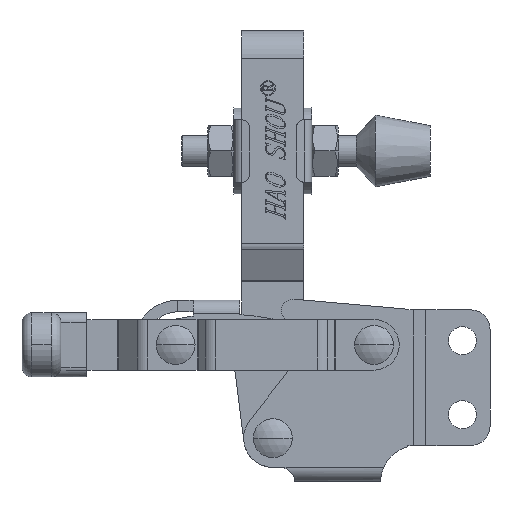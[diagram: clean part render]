
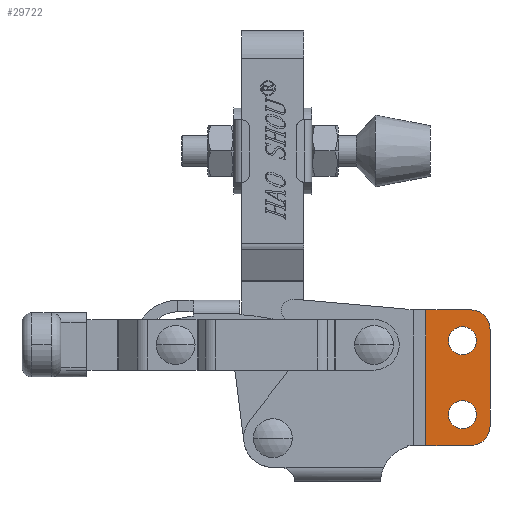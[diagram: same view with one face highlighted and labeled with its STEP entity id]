
A CAD part, left-side view. The second image highlights one B-rep face of the part: STEP entity #29722.
In plain terms, the highlighted planar face has unit normal (-1, 0, 0).
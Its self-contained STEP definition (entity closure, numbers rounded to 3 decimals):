
#116 = AXIS2_PLACEMENT_3D ( 'NONE', #783, #775, #787 ) ;
#775 = DIRECTION ( 'NONE',  ( -1., 0., 0. ) ) ;
#783 = CARTESIAN_POINT ( 'NONE',  ( -6., -14.142, 36.1 ) ) ;
#785 = PLANE ( 'NONE',  #116 ) ;
#787 = DIRECTION ( 'NONE',  ( 0., 1., 0. ) ) ;
#1492 = CARTESIAN_POINT ( 'NONE',  ( -6., -2.642, 6.2 ) ) ;
#1497 = CARTESIAN_POINT ( 'NONE',  ( -6., -14.142, 41.1 ) ) ;
#1498 = CARTESIAN_POINT ( 'NONE',  ( -6., -19.142, 36.1 ) ) ;
#1503 = CARTESIAN_POINT ( 'NONE',  ( -6., -2.642, 41.1 ) ) ;
#1505 = CARTESIAN_POINT ( 'NONE',  ( -6., -19.142, 11.2 ) ) ;
#1506 = CARTESIAN_POINT ( 'NONE',  ( -6., -14.142, 6.2 ) ) ;
#1873 = CARTESIAN_POINT ( 'NONE',  ( -6., -15.642, 14.15 ) ) ;
#3193 = ORIENTED_EDGE ( 'NONE', *, *, #27535, .F. ) ;
#3194 = ORIENTED_EDGE ( 'NONE', *, *, #27062, .F. ) ;
#3195 = ORIENTED_EDGE ( 'NONE', *, *, #27530, .F. ) ;
#3196 = ORIENTED_EDGE ( 'NONE', *, *, #27070, .F. ) ;
#3197 = ORIENTED_EDGE ( 'NONE', *, *, #27537, .T. ) ;
#3198 = ORIENTED_EDGE ( 'NONE', *, *, #27500, .F. ) ;
#3199 = ORIENTED_EDGE ( 'NONE', *, *, #27539, .T. ) ;
#3200 = ORIENTED_EDGE ( 'NONE', *, *, #27521, .T. ) ;
#3201 = ORIENTED_EDGE ( 'NONE', *, *, #27514, .T. ) ;
#3202 = ORIENTED_EDGE ( 'NONE', *, *, #27505, .T. ) ;
#4743 = VERTEX_POINT ( 'NONE', #1873 ) ;
#4953 = VERTEX_POINT ( 'NONE', #19617 ) ;
#4960 = VERTEX_POINT ( 'NONE', #19629 ) ;
#4996 = VERTEX_POINT ( 'NONE', #15626 ) ;
#15331 = AXIS2_PLACEMENT_3D ( 'NONE', #19410, #19411, #19412 ) ;
#15333 = AXIS2_PLACEMENT_3D ( 'NONE', #19420, #19421, #19422 ) ;
#15390 = AXIS2_PLACEMENT_3D ( 'NONE', #21169, #21170, #21171 ) ;
#15392 = AXIS2_PLACEMENT_3D ( 'NONE', #21185, #21186, #21187 ) ;
#15395 = AXIS2_PLACEMENT_3D ( 'NONE', #21194, #21195, #21196 ) ;
#15397 = AXIS2_PLACEMENT_3D ( 'NONE', #21203, #21204, #21205 ) ;
#15626 = CARTESIAN_POINT ( 'NONE',  ( -6., -8.442, 33.15 ) ) ;
#19410 = CARTESIAN_POINT ( 'NONE',  ( -6., -12.042, 33.15 ) ) ;
#19411 = DIRECTION ( 'NONE',  ( -1., 0., 0. ) ) ;
#19412 = DIRECTION ( 'NONE',  ( 0., -1., 0. ) ) ;
#19420 = CARTESIAN_POINT ( 'NONE',  ( -6., -12.042, 14.15 ) ) ;
#19421 = DIRECTION ( 'NONE',  ( -1., 0., 0. ) ) ;
#19422 = DIRECTION ( 'NONE',  ( 0., -1., 0. ) ) ;
#19617 = CARTESIAN_POINT ( 'NONE',  ( -6., -8.442, 14.15 ) ) ;
#19629 = CARTESIAN_POINT ( 'NONE',  ( -6., -15.642, 33.15 ) ) ;
#19670 = CIRCLE ( 'NONE', #15331, 3.6 ) ;
#19676 = CIRCLE ( 'NONE', #15333, 3.6 ) ;
#19976 = CIRCLE ( 'NONE', #15390, 5. ) ;
#19980 = LINE ( 'NONE', #21163, #19983 ) ;
#19983 = VECTOR ( 'NONE', #21164, 1000. ) ;
#19990 = LINE ( 'NONE', #21179, #19993 ) ;
#19993 = VECTOR ( 'NONE', #21180, 1000. ) ;
#19996 = CIRCLE ( 'NONE', #15392, 5. ) ;
#20002 = CIRCLE ( 'NONE', #15395, 3.6 ) ;
#20004 = CIRCLE ( 'NONE', #15397, 3.6 ) ;
#20005 = LINE ( 'NONE', #21197, #20007 ) ;
#20006 = LINE ( 'NONE', #21206, #20009 ) ;
#20007 = VECTOR ( 'NONE', #21198, 1000. ) ;
#20009 = VECTOR ( 'NONE', #21207, 1000. ) ;
#21163 = CARTESIAN_POINT ( 'NONE',  ( -6., -2.642, 6.2 ) ) ;
#21164 = DIRECTION ( 'NONE',  ( 0., 0., 1. ) ) ;
#21169 = CARTESIAN_POINT ( 'NONE',  ( -6., -14.142, 36.1 ) ) ;
#21170 = DIRECTION ( 'NONE',  ( -1., 0., 0. ) ) ;
#21171 = DIRECTION ( 'NONE',  ( 0., 1., 0. ) ) ;
#21179 = CARTESIAN_POINT ( 'NONE',  ( -6., -19.142, 36.1 ) ) ;
#21180 = DIRECTION ( 'NONE',  ( 0., 0., 1. ) ) ;
#21185 = CARTESIAN_POINT ( 'NONE',  ( -6., -14.142, 11.2 ) ) ;
#21186 = DIRECTION ( 'NONE',  ( -1., 0., 0. ) ) ;
#21187 = DIRECTION ( 'NONE',  ( 0., 1., 0. ) ) ;
#21194 = CARTESIAN_POINT ( 'NONE',  ( -6., -12.042, 14.15 ) ) ;
#21195 = DIRECTION ( 'NONE',  ( -1., 0., 0. ) ) ;
#21196 = DIRECTION ( 'NONE',  ( 0., -1., 0. ) ) ;
#21197 = CARTESIAN_POINT ( 'NONE',  ( -6., -2.142, 41.1 ) ) ;
#21198 = DIRECTION ( 'NONE',  ( 0., 1., 0. ) ) ;
#21203 = CARTESIAN_POINT ( 'NONE',  ( -6., -12.042, 33.15 ) ) ;
#21204 = DIRECTION ( 'NONE',  ( -1., 0., 0. ) ) ;
#21205 = DIRECTION ( 'NONE',  ( 0., -1., 0. ) ) ;
#21206 = CARTESIAN_POINT ( 'NONE',  ( -6., -14.142, 6.2 ) ) ;
#21207 = DIRECTION ( 'NONE',  ( 0., -1., 0. ) ) ;
#25573 = FACE_BOUND ( 'NONE', #30192, .T. ) ;
#25577 = FACE_OUTER_BOUND ( 'NONE', #30194, .T. ) ;
#25579 = FACE_BOUND ( 'NONE', #30183, .T. ) ;
#27062 = EDGE_CURVE ( 'NONE', #4996, #4960, #19670, .T. ) ;
#27070 = EDGE_CURVE ( 'NONE', #4953, #4743, #19676, .T. ) ;
#27500 = EDGE_CURVE ( 'NONE', #30343, #30354, #19980, .T. ) ;
#27505 = EDGE_CURVE ( 'NONE', #30349, #30348, #19976, .T. ) ;
#27514 = EDGE_CURVE ( 'NONE', #30356, #30349, #19990, .T. ) ;
#27521 = EDGE_CURVE ( 'NONE', #30357, #30356, #19996, .T. ) ;
#27530 = EDGE_CURVE ( 'NONE', #4743, #4953, #20002, .T. ) ;
#27535 = EDGE_CURVE ( 'NONE', #4960, #4996, #20004, .T. ) ;
#27537 = EDGE_CURVE ( 'NONE', #30348, #30354, #20005, .T. ) ;
#27539 = EDGE_CURVE ( 'NONE', #30343, #30357, #20006, .T. ) ;
#29722 = ADVANCED_FACE ( 'NONE', ( #25573, #25579, #25577 ), #785, .T. ) ;
#30183 = EDGE_LOOP ( 'NONE', ( #3195, #3196 ) ) ;
#30192 = EDGE_LOOP ( 'NONE', ( #3193, #3194 ) ) ;
#30194 = EDGE_LOOP ( 'NONE', ( #3197, #3198, #3199, #3200, #3201, #3202 ) ) ;
#30343 = VERTEX_POINT ( 'NONE', #1492 ) ;
#30348 = VERTEX_POINT ( 'NONE', #1497 ) ;
#30349 = VERTEX_POINT ( 'NONE', #1498 ) ;
#30354 = VERTEX_POINT ( 'NONE', #1503 ) ;
#30356 = VERTEX_POINT ( 'NONE', #1505 ) ;
#30357 = VERTEX_POINT ( 'NONE', #1506 ) ;
